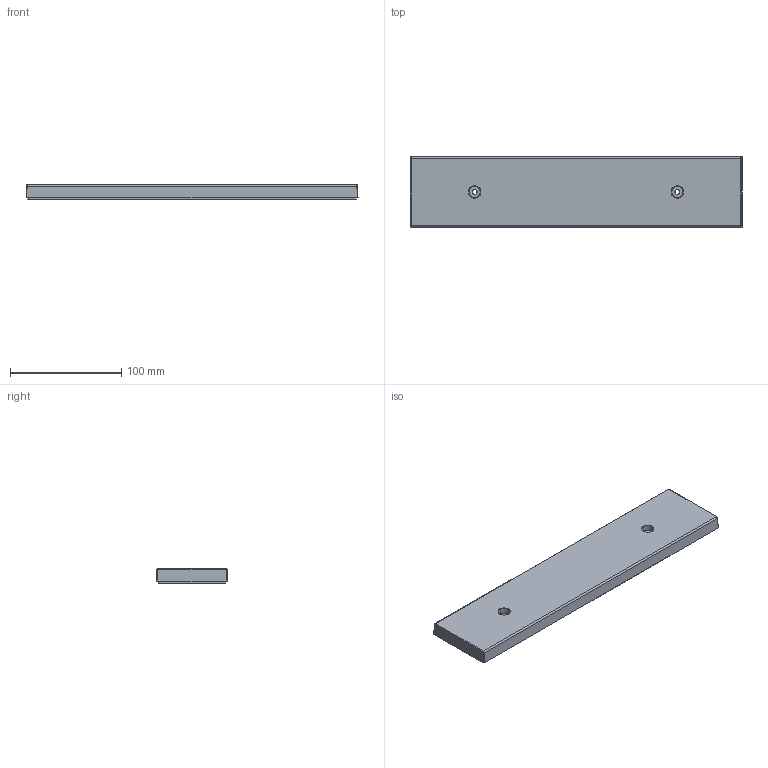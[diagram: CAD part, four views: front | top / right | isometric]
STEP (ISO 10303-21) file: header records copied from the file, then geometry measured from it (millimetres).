
FILE_DESCRIPTION(('Creo Elements/Direct Modeling STEP Export'),'2;1');
FILE_NAME('995.stp','2017-01-18T 9:45:20',(''),(''),'PTC Creo Elements/Direct Modeling STEP processor for AP214 (Solid Model)','PTC Creo Elements/Direct Modeling 19.0B 21-Mar-2015 (C) Parametric Technology GmbH','');
FILE_SCHEMA(('AUTOMOTIVE_DESIGN { 1 0 10303 214 1 1 1 1 }'));
Length unit declared in the file: millimetre
Products named in the file (5): ABDECKUNG_995_IP54_MONTA-155460.PRT; ABDECKUNG_995_IP54_MONTA-158320.ASM; ABDECKUNG_995_IP54_MDD_STP_ASM.ASM; ABDECKUNG_995_IP54_MM_STP.ASM; 99500_01_02_03_04.stp
Assembly tree (4 placements, depth 5):
  99500_01_02_03_04.stp
    ABDECKUNG_995_IP54_MM_STP.ASM
      ABDECKUNG_995_IP54_MDD_STP_ASM.ASM
        ABDECKUNG_995_IP54_MONTA-158320.ASM
          ABDECKUNG_995_IP54_MONTA-155460.PRT
Bounding box: 298 x 64 x 13.25 mm (x, y, z)
Volume: 109286.3 mm3; surface area: 64050.5 mm2
Topology: 1 solids, 1 shells, 427 faces, 1060 edges, 662 vertices
Faces by surface type: cylinder 198, plane 128, bspline 36, torus 28, cone 24, sphere 13
Entity records: 21503 total; most frequent: CARTESIAN_POINT 9132, ORIENTED_EDGE 2090, DIRECTION 1806, EDGE_CURVE 1045, AXIS2_PLACEMENT_3D 686, VERTEX_POINT 662, EDGE_LOOP 473, VECTOR 434
